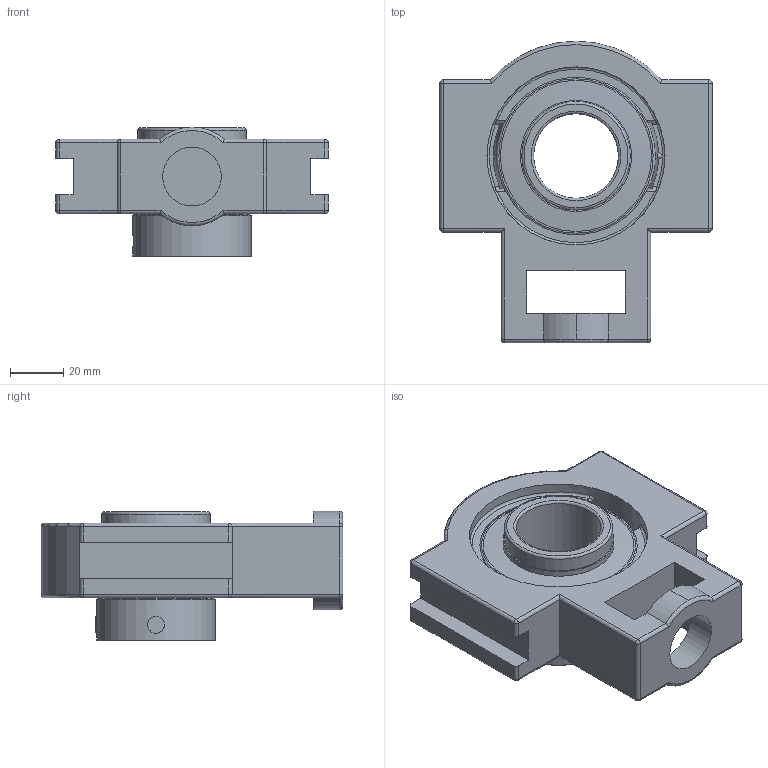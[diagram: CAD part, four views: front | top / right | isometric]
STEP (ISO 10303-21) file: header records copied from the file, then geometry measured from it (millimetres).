
FILE_DESCRIPTION(('HOOPS Exchange Step'),'2;1');
FILE_NAME('export-2B2403FE-013D-4C95-B690-67F55843C409.stp','2020-05-20T16:42:02-07:00',('dkerr'),('Alibre'),'HOOPS Exchange 2020.0','Alibre','Unknown authorisation');
FILE_SCHEMA( ('AP242_MANAGED_MODEL_BASED_3D_ENGINEERING_MIM_LF {1 0 10303 442 1 1 4 }') );
Length unit declared in the file: inch
Products named in the file (8): MRN STM 206 L4L; SHC 206-20 L4L (1.250inch) (Race); SHC 206-20 (Collar); SHC 206 (Shield); SHC 206 (Ball Bearing); SHC 206 (Setscrew); MRN SHC 206-20 L4L (1.250inch); MRN SHCSTM 206-20 L4L (1.250inch)
Assembly tree (7 placements, depth 3):
  MRN SHCSTM 206-20 L4L (1.250inch)
    MRN STM 206 L4L
    MRN SHC 206-20 L4L (1.250inch)
      SHC 206-20 L4L (1.250inch) (Race)
      SHC 206-20 (Collar)
      SHC 206 (Shield)
      SHC 206 (Ball Bearing)
      SHC 206 (Setscrew)
Bounding box: 102 x 113 x 48.6 mm (x, y, z)
Volume: 169324.4 mm3; surface area: 62608.3 mm2
Topology: 16 solids, 16 shells, 194 faces, 506 edges, 310 vertices
Faces by surface type: cylinder 76, plane 55, sphere 28, torus 17, cone 12, bspline 6
Full cylindrical faces by diameter (mm): 6.35 x7, 22 x1, 31.75 x2, 37.631 x2, 40.64 x4, 41.656 x2, 44.5 x1, 55.093 x2, 56.642 x4, 66.752 x2, 70.35 x1
Entity records: 12434 total; most frequent: CARTESIAN_POINT 7527, DIRECTION 1054, ORIENTED_EDGE 938, EDGE_CURVE 469, AXIS2_PLACEMENT_3D 433, VERTEX_POINT 310, CIRCLE 218, EDGE_LOOP 215
